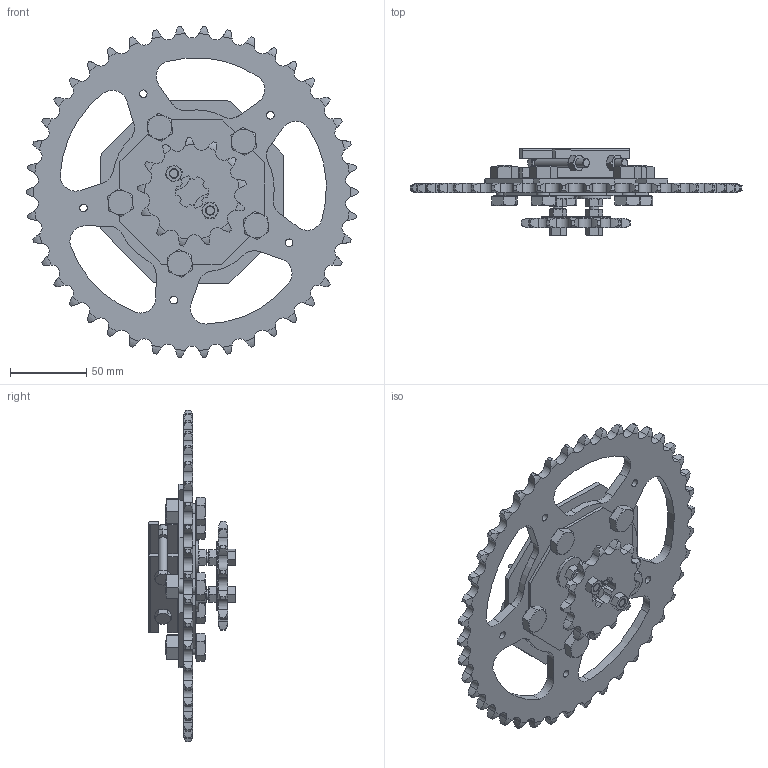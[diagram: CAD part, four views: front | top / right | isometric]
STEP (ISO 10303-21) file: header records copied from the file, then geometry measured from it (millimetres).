
FILE_DESCRIPTION(/* description */ ('CAx-IF Rec.Pracs.---Representation and Presentation of Product Manufacturing Information (PMI)---4.0---2014-10-13','CAx-IF Rec.Pracs.---3D Tessellated Geometry---0.4---2014-09-14','2;1'),/* implementation_level */ '2;1');
FILE_NAME(/* name */ 'A_Sprocket_Module_L',/* time_stamp */ '2024-04-10T10:23:35+02:00',/* author */ ('Philippe COLBACH'),/* organization */ ('ETH Zurich'),/* preprocessor_version */ 'ST-DEVELOPER v18.1',/* originating_system */ 'SIEMENS PLM Software NX 1988',/* authorisation */ $);
FILE_SCHEMA (('AP242_MANAGED_MODEL_BASED_3D_ENGINEERING_MIM_LF { 1 0 10303 442 3 1 4 }'));
Length unit declared in the file: millimetre
Products named in the file (29): A_Sprocket_Module_L; M_Sprocket_Plate_Fixation; Hex Head Screw, Grades A, B, DIN,M6x30; Hex Head Screw, Grades A, B, DIN,M6x45; Hex Head Screw, Grades A, B, DIN,M10x20; Plain Washer, DIN 440,M6; Hex Nut, 1A, DIN,M6x1; Hex Nut, 1A, DIN,M10x1_5; M_Sprocket_S_Plate_L; M_Sprocket_S; M_Sprocket_L_Plate; M_Sprocket_L
Assembly tree (32 placements, depth 2):
  A_Sprocket_Module_L
    M_Sprocket_Plate_Fixation  x2
    Hex Head Screw, Grades A, B, DIN,M6x30
    Hex Head Screw, Grades A, B, DIN,M6x30
    Hex Head Screw, Grades A, B, DIN,M6x45
    Hex Head Screw, Grades A, B, DIN,M6x45
    Hex Head Screw, Grades A, B, DIN,M10x20
    Hex Head Screw, Grades A, B, DIN,M10x20
    Hex Head Screw, Grades A, B, DIN,M10x20
    Hex Head Screw, Grades A, B, DIN,M10x20
    Hex Head Screw, Grades A, B, DIN,M10x20
    Plain Washer, DIN 440,M6  x4
    Hex Nut, 1A, DIN,M6x1
    Hex Nut, 1A, DIN,M6x1
    Hex Nut, 1A, DIN,M6x1
    Hex Nut, 1A, DIN,M6x1
    Hex Nut, 1A, DIN,M6x1
    Hex Nut, 1A, DIN,M6x1
    Hex Nut, 1A, DIN,M6x1
    Hex Nut, 1A, DIN,M6x1
    Hex Nut, 1A, DIN,M10x1_5
    Hex Nut, 1A, DIN,M10x1_5
    Hex Nut, 1A, DIN,M10x1_5
    Hex Nut, 1A, DIN,M10x1_5
    Hex Nut, 1A, DIN,M10x1_5
    M_Sprocket_S_Plate_L
    M_Sprocket_S
    M_Sprocket_L_Plate
    M_Sprocket_L
Bounding box: 218 x 57.1 x 217.53 mm (x, y, z)
Volume: 218056 mm3; surface area: 128522.2 mm2
Topology: 32 solids, 32 shells, 1010 faces, 2538 edges, 1608 vertices
Faces by surface type: cylinder 340, plane 295, cone 254, torus 121
Full cylindrical faces by diameter (mm): 5 x7, 5.188 x8, 6 x4, 6.6 x4, 8.24 x2, 8.782 x5, 8.88 x4, 10 x10, 14.63 x5, 22 x4, 45.5 x1, 64 x1, 83 x1
Entity records: 34682 total; most frequent: CARTESIAN_POINT 8262, DIRECTION 5470, ORIENTED_EDGE 4728, AXIS2_PLACEMENT_3D 2401, EDGE_CURVE 2364, VERTEX_POINT 1556, EDGE_LOOP 1166, FACE_BOUND 1166
